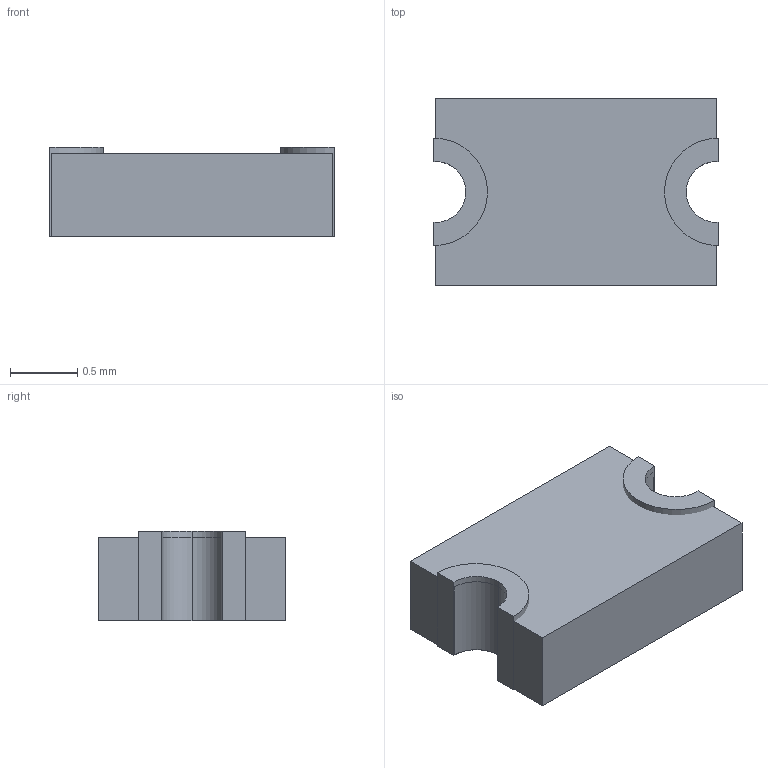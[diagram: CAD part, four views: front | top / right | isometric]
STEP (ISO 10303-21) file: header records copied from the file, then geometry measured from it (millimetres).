
FILE_DESCRIPTION(('FreeCAD Model'),'2;1');
FILE_NAME('3152639.3.1.stp','2021-04-02T12:21:49',( 'Author'),(''),'Open CASCADE STEP processor 6.9','FreeCAD','Unknown' );
FILE_SCHEMA(('AUTOMOTIVE_DESIGN { 1 0 10303 214 1 1 1 1 }'));
Length unit declared in the file: millimetre
Products named in the file (3): ASSEMBLY; Body; Terminal
Assembly tree (2 placements, depth 2):
  ASSEMBLY
    Body
    Terminal
Bounding box: 2.12 x 1.4 x 0.67 mm (x, y, z)
Volume: 1.9 mm3; surface area: 14 mm2
Topology: 3 solids, 3 shells, 26 faces, 60 edges, 40 vertices
Faces by surface type: plane 16, cylinder 10
Entity records: 1581 total; most frequent: CARTESIAN_POINT 265, DIRECTION 242, LINE 124, VECTOR 124, ORIENTED_EDGE 120, PCURVE 120, DEFINITIONAL_REPRESENTATION 120, EDGE_CURVE 60
